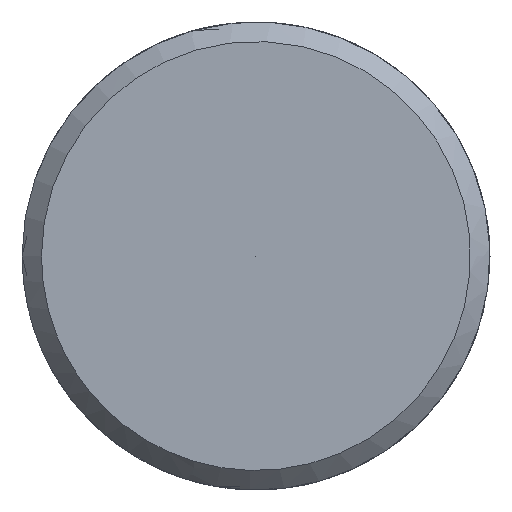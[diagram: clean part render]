
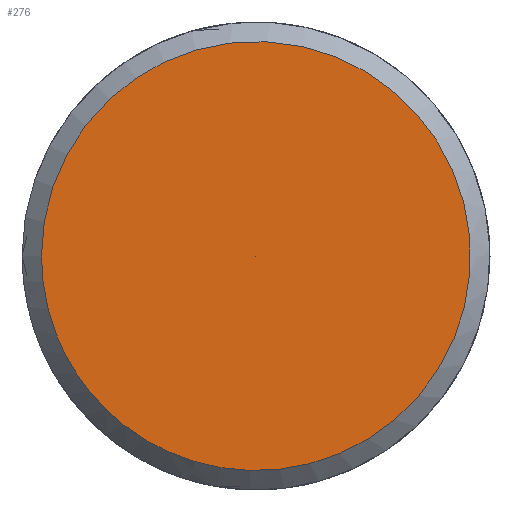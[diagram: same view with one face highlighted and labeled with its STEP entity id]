
A CAD part, left-side view. The second image highlights one B-rep face of the part: STEP entity #276.
In plain terms, the highlighted free-form (B-spline) face has degree [5, 1] with [6, 2] control points.
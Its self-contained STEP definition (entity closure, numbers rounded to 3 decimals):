
#242 = CARTESIAN_POINT ('', (-74., 0., 0.));
#243 = VERTEX_POINT ('', #242);
#244 = CARTESIAN_POINT ('', (-74., 2.75, 0.));
#245 = VERTEX_POINT ('', #244);
#246 = CARTESIAN_POINT ('', (-74., 0., 0.));
#247 = CARTESIAN_POINT ('', (-74., 2.75, 0.));
#248 = B_SPLINE_CURVE_WITH_KNOTS ('', 1, (#246, #247), .UNSPECIFIED., .F., .U., (2, 2), (0., 1.), .UNSPECIFIED.);
#249 = EDGE_CURVE ('', #243, #245, #248, .T.);
#250 = ORIENTED_EDGE ('', *, *, #249, .F.);
#251 = ORIENTED_EDGE ('', *, *, #249, .T.);
#252 = CARTESIAN_POINT ('', (-74., 2.75, 0.));
#253 = CARTESIAN_POINT ('', (-74., 2.75, 11.));
#254 = CARTESIAN_POINT ('', (-74., -8.25, 5.5));
#255 = CARTESIAN_POINT ('', (-74., -8.25, -5.5));
#256 = CARTESIAN_POINT ('', (-74., 2.75, -11.));
#257 = CARTESIAN_POINT ('', (-74., 2.75, 0.));
#258 = (
   BOUNDED_CURVE ()
   B_SPLINE_CURVE (5, (#252, #253, #254, #255, #256, #257), .UNSPECIFIED., .T., .U.)
   B_SPLINE_CURVE_WITH_KNOTS ((6, 6), (0., 1.), .UNSPECIFIED.)
   CURVE ()
   GEOMETRIC_REPRESENTATION_ITEM ()
   RATIONAL_B_SPLINE_CURVE ((5., 1., 1., 1., 1., 5.))
   REPRESENTATION_ITEM ('')
);
#259 = EDGE_CURVE ('', #245, #245, #258, .T.);
#260 = ORIENTED_EDGE ('', *, *, #259, .F.);
#261 = EDGE_LOOP ('', (#250, #251, #260));
#262 = FACE_OUTER_BOUND ('', #261, .T.);
#263 = CARTESIAN_POINT ('', (-74., 0., 0.));
#264 = CARTESIAN_POINT ('', (-74., 2.75, 0.));
#265 = CARTESIAN_POINT ('', (-74., 0., 0.));
#266 = CARTESIAN_POINT ('', (-74., 2.75, 11.));
#267 = CARTESIAN_POINT ('', (-74., 0., 0.));
#268 = CARTESIAN_POINT ('', (-74., -8.25, 5.5));
#269 = CARTESIAN_POINT ('', (-74., 0., 0.));
#270 = CARTESIAN_POINT ('', (-74., -8.25, -5.5));
#271 = CARTESIAN_POINT ('', (-74., 0., 0.));
#272 = CARTESIAN_POINT ('', (-74., 2.75, -11.));
#273 = CARTESIAN_POINT ('', (-74., 0., 0.));
#274 = CARTESIAN_POINT ('', (-74., 2.75, 0.));
#275 = (
   BOUNDED_SURFACE ()
   B_SPLINE_SURFACE (5, 1, ((#263, #264), (#265, #266), (#267, #268), (#269, #270), (#271, #272), (#273, #274)), .UNSPECIFIED., .T., .F., .U.)
   B_SPLINE_SURFACE_WITH_KNOTS ((6, 6), (2, 2), (0., 1.), (0., 1.), .UNSPECIFIED.)
   SURFACE ()
   GEOMETRIC_REPRESENTATION_ITEM ()
   RATIONAL_B_SPLINE_SURFACE (((5., 5.), (1., 1.), (1., 1.), (1., 1.), (1., 1.), (5., 5.)))
   REPRESENTATION_ITEM ('')
);
#276 = ADVANCED_FACE ('', (#262), #275, .T.);
